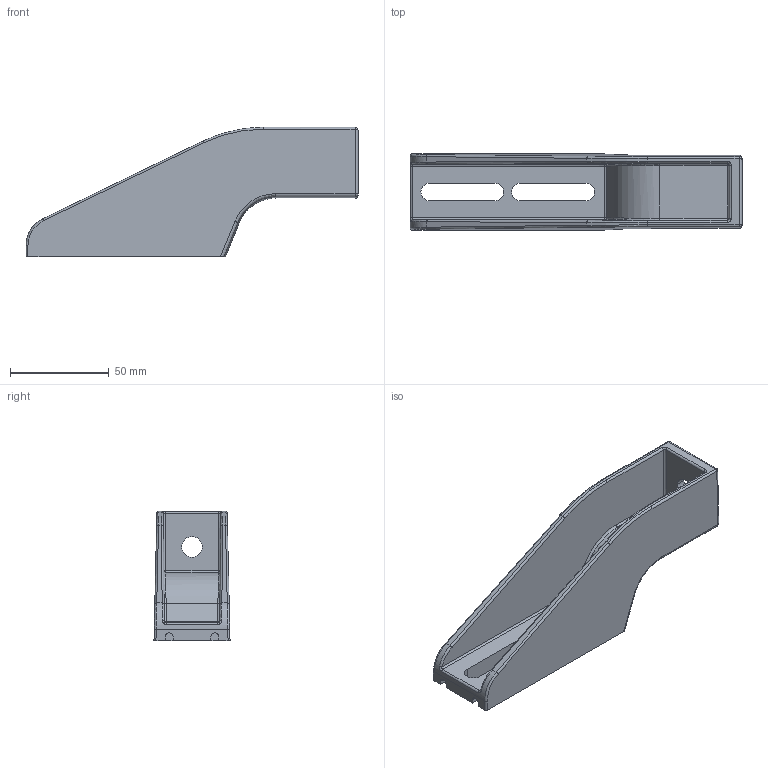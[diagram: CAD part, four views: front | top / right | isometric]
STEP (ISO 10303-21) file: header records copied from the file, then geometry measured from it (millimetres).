
FILE_DESCRIPTION(('CATIA V5 STEP Exchange'),'2;1');
FILE_NAME('210IDT200.stp','2017-12-29T08:46:49+00:00',('none'),('none'),'CATIA Version 5 Release 21 GA (IN-10)','CATIA V5 STEP AP203','none');
FILE_SCHEMA(('CONFIG_CONTROL_DESIGN'));
Length unit declared in the file: millimetre
Products named in the file (1): 210IDT200
Bounding box: 168 x 38.5 x 65.5 mm (x, y, z)
Volume: 86957 mm3; surface area: 40056.8 mm2
Topology: 1 solids, 1 shells, 96 faces, 233 edges, 132 vertices
Faces by surface type: cylinder 43, plane 25, bspline 20, sphere 6, torus 2
Entity records: 3714 total; most frequent: CARTESIAN_POINT 1731, ORIENTED_EDGE 450, DIRECTION 290, EDGE_CURVE 225, VERTEX_POINT 132, AXIS2_PLACEMENT_3D 120, EDGE_LOOP 103, VECTOR 102
